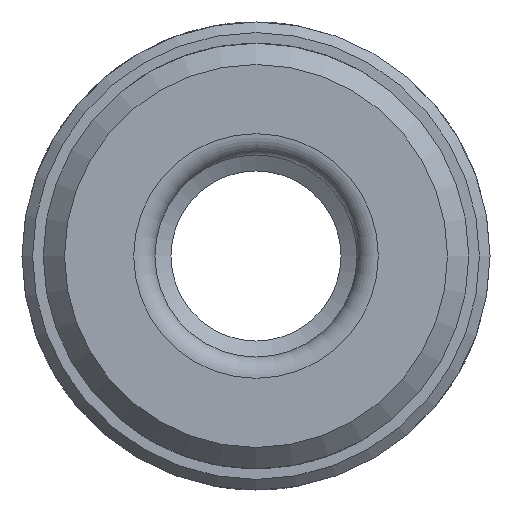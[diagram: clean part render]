
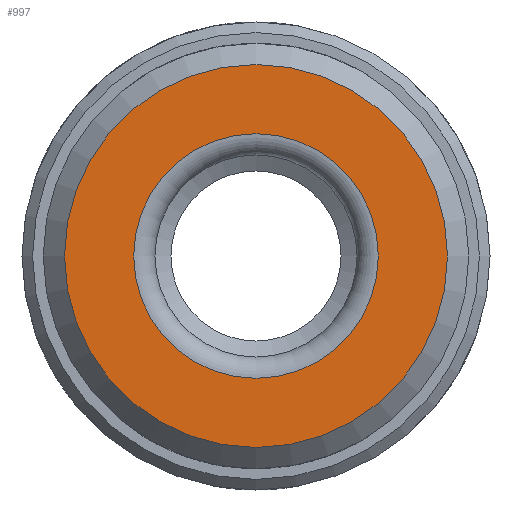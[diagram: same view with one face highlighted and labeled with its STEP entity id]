
A CAD part, left-side view. The second image highlights one B-rep face of the part: STEP entity #997.
In plain terms, the highlighted planar face has unit normal (-1, 0, 0).
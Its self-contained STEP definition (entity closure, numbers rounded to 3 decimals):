
#67=FACE_BOUND('',#204,.T.);
#75=CIRCLE('',#1125,5.75);
#79=CIRCLE('',#1130,9.);
#142=FACE_OUTER_BOUND('',#203,.T.);
#203=EDGE_LOOP('',(#683));
#204=EDGE_LOOP('',(#684));
#425=VERTEX_POINT('',#1608);
#428=VERTEX_POINT('',#1616);
#525=EDGE_CURVE('',#425,#425,#75,.T.);
#529=EDGE_CURVE('',#428,#428,#79,.T.);
#683=ORIENTED_EDGE('',*,*,#529,.F.);
#684=ORIENTED_EDGE('',*,*,#525,.F.);
#966=PLANE('',#1129);
#997=ADVANCED_FACE('',(#142,#67),#966,.T.);
#1125=AXIS2_PLACEMENT_3D('',#1609,#1278,#1279);
#1129=AXIS2_PLACEMENT_3D('',#1615,#1286,#1287);
#1130=AXIS2_PLACEMENT_3D('',#1617,#1288,#1289);
#1278=DIRECTION('center_axis',(-1.,0.,0.));
#1279=DIRECTION('ref_axis',(0.,0.,-1.));
#1286=DIRECTION('center_axis',(-1.,0.,0.));
#1287=DIRECTION('ref_axis',(0.,0.,1.));
#1288=DIRECTION('center_axis',(1.,0.,0.));
#1289=DIRECTION('ref_axis',(0.,-1.,0.));
#1608=CARTESIAN_POINT('',(0.,0.,5.75));
#1609=CARTESIAN_POINT('Origin',(0.,0.,0.));
#1615=CARTESIAN_POINT('Origin',(0.,10.,0.));
#1616=CARTESIAN_POINT('',(0.,9.,0.));
#1617=CARTESIAN_POINT('Origin',(0.,0.,0.));
